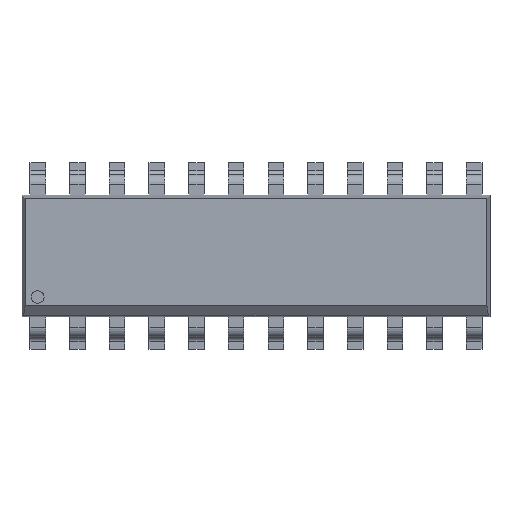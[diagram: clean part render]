
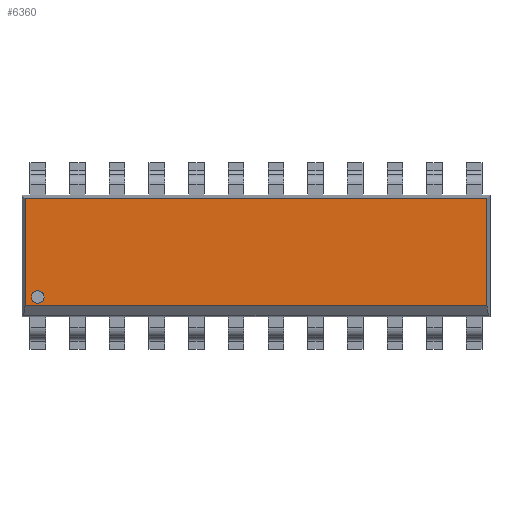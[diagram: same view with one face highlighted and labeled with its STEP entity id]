
A CAD part, top view. The second image highlights one B-rep face of the part: STEP entity #6360.
In plain terms, the highlighted planar face has unit normal (0, 0, 1).
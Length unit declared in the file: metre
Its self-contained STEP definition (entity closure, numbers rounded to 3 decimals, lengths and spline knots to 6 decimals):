
#359=CIRCLE('',#7221,0.0002);
#2105=ORIENTED_EDGE('',*,*,#3031,.T.);
#2106=ORIENTED_EDGE('',*,*,#3032,.T.);
#2107=ORIENTED_EDGE('',*,*,#3033,.T.);
#2108=ORIENTED_EDGE('',*,*,#3034,.T.);
#2109=ORIENTED_EDGE('',*,*,#3035,.T.);
#3031=EDGE_CURVE('',#3636,#3636,#359,.F.);
#3032=EDGE_CURVE('',#3637,#3638,#4332,.T.);
#3033=EDGE_CURVE('',#3638,#3639,#4333,.T.);
#3034=EDGE_CURVE('',#3639,#3640,#4334,.T.);
#3035=EDGE_CURVE('',#3640,#3637,#4335,.T.);
#3636=VERTEX_POINT('',#10909);
#3637=VERTEX_POINT('',#10911);
#3638=VERTEX_POINT('',#10912);
#3639=VERTEX_POINT('',#10914);
#3640=VERTEX_POINT('',#10916);
#4332=LINE('',#10910,#5035);
#4333=LINE('',#10913,#5036);
#4334=LINE('',#10915,#5037);
#4335=LINE('',#10917,#5038);
#5035=VECTOR('',#9037,1.);
#5036=VECTOR('',#9038,1.);
#5037=VECTOR('',#9039,1.);
#5038=VECTOR('',#9040,1.);
#5394=EDGE_LOOP('',(#2105));
#5395=EDGE_LOOP('',(#2106,#2107,#2108,#2109));
#5749=FACE_BOUND('',#5394,.T.);
#5750=FACE_BOUND('',#5395,.T.);
#6008=PLANE('',#7220);
#6360=ADVANCED_FACE('',(#5749,#5750),#6008,.T.);
#7220=AXIS2_PLACEMENT_3D('',#10907,#9033,#9034);
#7221=AXIS2_PLACEMENT_3D('',#10908,#9035,#9036);
#9033=DIRECTION('',(0.,0.,1.));
#9034=DIRECTION('',(1.,0.,0.));
#9035=DIRECTION('',(0.,0.,1.));
#9036=DIRECTION('',(1.,0.,0.));
#9037=DIRECTION('',(0.,-1.,0.));
#9038=DIRECTION('',(1.,0.,0.));
#9039=DIRECTION('',(0.,1.,0.));
#9040=DIRECTION('',(-1.,0.,0.));
#10907=CARTESIAN_POINT('',(0.,0.,0.00135));
#10908=CARTESIAN_POINT('',(-0.006985,-0.001315,0.00135));
#10909=CARTESIAN_POINT('',(-0.006785,-0.001315,0.00135));
#10910=CARTESIAN_POINT('',(-0.00739,-0.00195,0.00135));
#10911=CARTESIAN_POINT('',(-0.00739,0.00185,0.00135));
#10912=CARTESIAN_POINT('',(-0.00739,-0.0016,0.00135));
#10913=CARTESIAN_POINT('',(0.,-0.0016,0.00135));
#10914=CARTESIAN_POINT('',(0.00739,-0.0016,0.00135));
#10915=CARTESIAN_POINT('',(0.00739,0.,0.00135));
#10916=CARTESIAN_POINT('',(0.00739,0.00185,0.00135));
#10917=CARTESIAN_POINT('',(0.,0.00185,0.00135));
